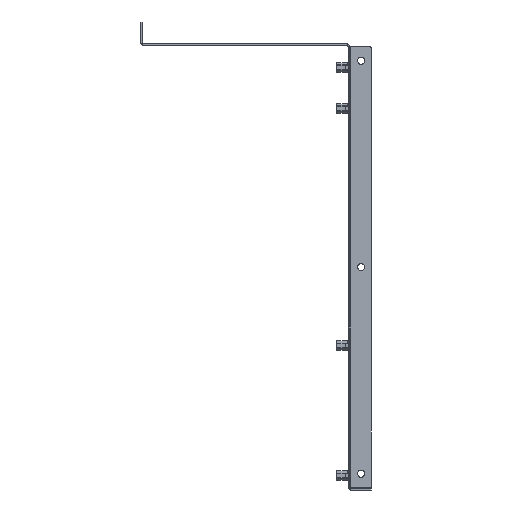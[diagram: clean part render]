
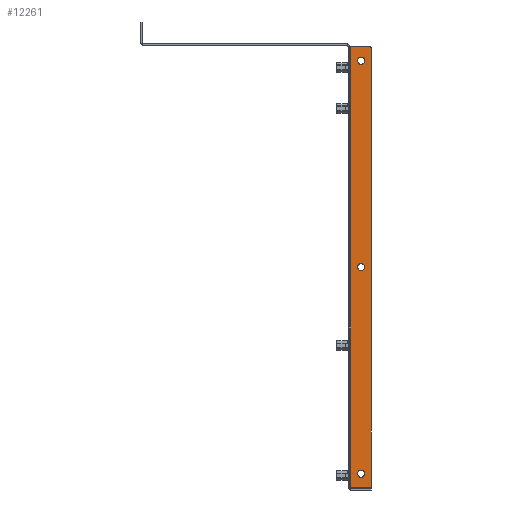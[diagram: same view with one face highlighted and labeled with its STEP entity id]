
A CAD part, left-side view. The second image highlights one B-rep face of the part: STEP entity #12261.
In plain terms, the highlighted planar face has unit normal (-1, 0, 0).
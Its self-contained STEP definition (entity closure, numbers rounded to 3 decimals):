
#546=FACE_BOUND('',#1777,.T.);
#547=FACE_BOUND('',#1778,.T.);
#548=FACE_BOUND('',#1779,.T.);
#695=PLANE('',#13246);
#1049=FACE_OUTER_BOUND('',#1776,.T.);
#1776=EDGE_LOOP('',(#9299,#9300,#9301,#9302,#9303,#9304,#9305));
#1777=EDGE_LOOP('',(#9306));
#1778=EDGE_LOOP('',(#9307));
#1779=EDGE_LOOP('',(#9308));
#2455=CIRCLE('',#13053,0.8);
#2464=CIRCLE('',#13068,0.8);
#2555=CIRCLE('',#13201,2.);
#2557=CIRCLE('',#13205,2.);
#2559=CIRCLE('',#13209,2.);
#3136=LINE('',#18410,#4034);
#3270=LINE('',#18868,#4168);
#3274=LINE('',#18878,#4172);
#3276=LINE('',#18881,#4174);
#3278=LINE('',#18886,#4176);
#4034=VECTOR('',#14869,10.);
#4168=VECTOR('',#15355,10.);
#4172=VECTOR('',#15369,10.);
#4174=VECTOR('',#15373,10.);
#4176=VECTOR('',#15381,10.);
#5169=VERTEX_POINT('',#18382);
#5170=VERTEX_POINT('',#18383);
#5181=VERTEX_POINT('',#18409);
#5193=VERTEX_POINT('',#18440);
#5315=VERTEX_POINT('',#18793);
#5317=VERTEX_POINT('',#18801);
#5319=VERTEX_POINT('',#18809);
#5328=VERTEX_POINT('',#18866);
#5329=VERTEX_POINT('',#18867);
#5330=VERTEX_POINT('',#18877);
#6553=EDGE_CURVE('',#5169,#5170,#2455,.T.);
#6566=EDGE_CURVE('',#5170,#5181,#3136,.T.);
#6581=EDGE_CURVE('',#5181,#5193,#2464,.T.);
#6771=EDGE_CURVE('',#5315,#5315,#2555,.T.);
#6775=EDGE_CURVE('',#5317,#5317,#2557,.T.);
#6779=EDGE_CURVE('',#5319,#5319,#2559,.T.);
#6808=EDGE_CURVE('',#5328,#5329,#3270,.T.);
#6815=EDGE_CURVE('',#5193,#5330,#3274,.T.);
#6817=EDGE_CURVE('',#5330,#5329,#3276,.T.);
#6820=EDGE_CURVE('',#5328,#5169,#3278,.T.);
#9299=ORIENTED_EDGE('',*,*,#6553,.F.);
#9300=ORIENTED_EDGE('',*,*,#6820,.F.);
#9301=ORIENTED_EDGE('',*,*,#6808,.T.);
#9302=ORIENTED_EDGE('',*,*,#6817,.F.);
#9303=ORIENTED_EDGE('',*,*,#6815,.F.);
#9304=ORIENTED_EDGE('',*,*,#6581,.F.);
#9305=ORIENTED_EDGE('',*,*,#6566,.F.);
#9306=ORIENTED_EDGE('',*,*,#6771,.T.);
#9307=ORIENTED_EDGE('',*,*,#6775,.T.);
#9308=ORIENTED_EDGE('',*,*,#6779,.T.);
#12261=ADVANCED_FACE('',(#1049,#546,#547,#548),#695,.T.);
#13053=AXIS2_PLACEMENT_3D('',#18384,#14846,#14847);
#13068=AXIS2_PLACEMENT_3D('',#18441,#14895,#14896);
#13201=AXIS2_PLACEMENT_3D('',#18795,#15260,#15261);
#13205=AXIS2_PLACEMENT_3D('',#18803,#15270,#15271);
#13209=AXIS2_PLACEMENT_3D('',#18811,#15280,#15281);
#13246=AXIS2_PLACEMENT_3D('',#18887,#15382,#15383);
#14846=DIRECTION('center_axis',(1.,0.,0.));
#14847=DIRECTION('ref_axis',(0.,-0.707,0.707));
#14869=DIRECTION('',(0.,0.,-1.));
#14895=DIRECTION('center_axis',(1.,0.,0.));
#14896=DIRECTION('ref_axis',(0.,-0.707,-0.707));
#15260=DIRECTION('center_axis',(1.,0.,0.));
#15261=DIRECTION('ref_axis',(0.,0.,
-1.));
#15270=DIRECTION('center_axis',(1.,0.,0.));
#15271=DIRECTION('ref_axis',(0.,0.,
-1.));
#15280=DIRECTION('center_axis',(1.,0.,0.));
#15281=DIRECTION('ref_axis',(0.,0.,
-1.));
#15355=DIRECTION('',(0.,0.,-1.));
#15369=DIRECTION('',(0.,1.,0.));
#15373=DIRECTION('',(0.,0.,1.));
#15381=DIRECTION('',(0.,-1.,0.));
#15382=DIRECTION('center_axis',(-1.,0.,0.));
#15383=DIRECTION('ref_axis',(0.,0.,
1.));
#18382=CARTESIAN_POINT('',(-37.147,-32.7,-37.412));
#18383=CARTESIAN_POINT('',(-37.147,-33.5,-38.212));
#18384=CARTESIAN_POINT('Origin',(-37.147,-32.7,-38.212));
#18409=CARTESIAN_POINT('',(-37.147,-33.5,-282.116));
#18410=CARTESIAN_POINT('',(-37.147,-33.5,-37.412));
#18440=CARTESIAN_POINT('',(-37.147,-32.7,-282.916));
#18441=CARTESIAN_POINT('Origin',(-37.147,-32.7,-282.116));
#18793=CARTESIAN_POINT('',(-37.147,-27.8,-43.164));
#18795=CARTESIAN_POINT('Origin',(-37.147,-27.8,-45.164));
#18801=CARTESIAN_POINT('',(-37.147,-27.8,-273.164));
#18803=CARTESIAN_POINT('Origin',(-37.147,-27.8,-275.164));
#18809=CARTESIAN_POINT('',(-37.147,-27.8,-158.164));
#18811=CARTESIAN_POINT('Origin',(-37.147,-27.8,-160.164));
#18866=CARTESIAN_POINT('',(-37.147,-22.1,-37.412));
#18867=CARTESIAN_POINT('',(-37.147,-22.1,-282.682));
#18868=CARTESIAN_POINT('',(-37.147,-22.1,-160.105));
#18877=CARTESIAN_POINT('',(-37.147,-22.1,-282.916));
#18878=CARTESIAN_POINT('',(-37.147,-22.1,-282.916));
#18881=CARTESIAN_POINT('',(-37.147,-22.1,-282.682));
#18886=CARTESIAN_POINT('',(-37.147,-22.1,-37.412));
#18887=CARTESIAN_POINT('Origin',(-37.147,-26.896,-160.163));
